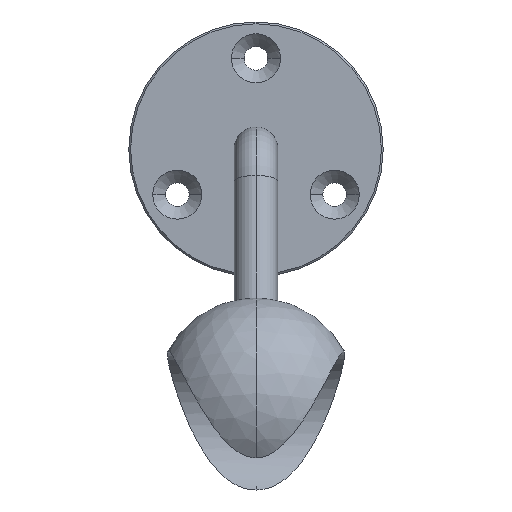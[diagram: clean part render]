
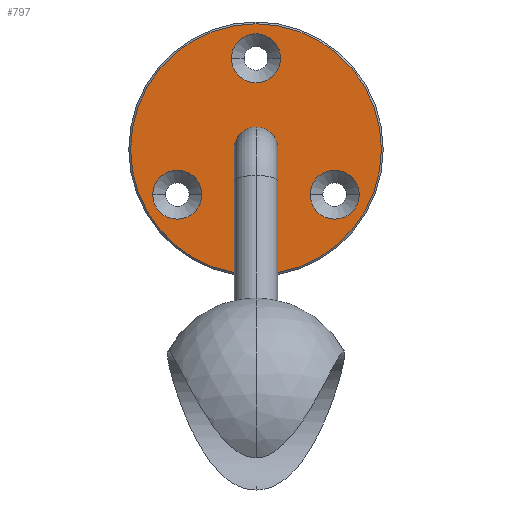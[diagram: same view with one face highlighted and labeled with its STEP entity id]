
A CAD part, top view. The second image highlights one B-rep face of the part: STEP entity #797.
In plain terms, the highlighted planar face has unit normal (0, 0, 1).
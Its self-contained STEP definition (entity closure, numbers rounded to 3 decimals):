
#57=CARTESIAN_POINT('',(0.,0.,0.));
#58=DIRECTION('',(0.,0.,1.));
#59=DIRECTION('',(0.,-1.,0.));
#60=AXIS2_PLACEMENT_3D('',#57,#58,#59);
#62=CARTESIAN_POINT('',(0.,0.,0.));
#63=DIRECTION('',(0.,0.,1.));
#64=DIRECTION('',(0.,1.,0.));
#65=AXIS2_PLACEMENT_3D('',#62,#63,#64);
#67=CARTESIAN_POINT('',(0.,25.,0.));
#68=DIRECTION('',(0.,0.,-1.));
#69=DIRECTION('',(-1.,0.,0.));
#70=AXIS2_PLACEMENT_3D('',#67,#68,#69);
#72=CARTESIAN_POINT('',(0.,25.,0.));
#73=DIRECTION('',(0.,0.,-1.));
#74=DIRECTION('',(1.,0.,0.));
#75=AXIS2_PLACEMENT_3D('',#72,#73,#74);
#77=CARTESIAN_POINT('',(-21.651,-12.5,0.));
#78=DIRECTION('',(0.,0.,-1.));
#79=DIRECTION('',(-1.,0.,0.));
#80=AXIS2_PLACEMENT_3D('',#77,#78,#79);
#82=CARTESIAN_POINT('',(-21.651,-12.5,0.));
#83=DIRECTION('',(0.,0.,-1.));
#84=DIRECTION('',(1.,0.,0.));
#85=AXIS2_PLACEMENT_3D('',#82,#83,#84);
#87=CARTESIAN_POINT('',(21.651,-12.5,0.));
#88=DIRECTION('',(0.,0.,-1.));
#89=DIRECTION('',(-1.,0.,0.));
#90=AXIS2_PLACEMENT_3D('',#87,#88,#89);
#92=CARTESIAN_POINT('',(21.651,-12.5,0.));
#93=DIRECTION('',(0.,0.,-1.));
#94=DIRECTION('',(1.,0.,0.));
#95=AXIS2_PLACEMENT_3D('',#92,#93,#94);
#97=CARTESIAN_POINT('',(0.,0.,0.));
#98=DIRECTION('',(0.,0.,1.));
#99=DIRECTION('',(1.,0.,0.));
#100=AXIS2_PLACEMENT_3D('',#97,#98,#99);
#102=CARTESIAN_POINT('',(0.,0.,0.));
#103=DIRECTION('',(0.,0.,1.));
#104=DIRECTION('',(-1.,0.,0.));
#105=AXIS2_PLACEMENT_3D('',#102,#103,#104);
#650=CARTESIAN_POINT('',(0.,-6.,0.));
#651=CARTESIAN_POINT('',(0.,6.,0.));
#652=VERTEX_POINT('',#650);
#653=VERTEX_POINT('',#651);
#682=CARTESIAN_POINT('',(-6.75,25.,0.));
#683=CARTESIAN_POINT('',(6.75,25.,0.));
#684=VERTEX_POINT('',#682);
#685=VERTEX_POINT('',#683);
#690=CARTESIAN_POINT('',(-28.401,-12.5,0.));
#691=CARTESIAN_POINT('',(-14.901,-12.5,0.));
#692=VERTEX_POINT('',#690);
#693=VERTEX_POINT('',#691);
#698=CARTESIAN_POINT('',(14.901,-12.5,0.));
#699=CARTESIAN_POINT('',(28.401,-12.5,0.));
#700=VERTEX_POINT('',#698);
#701=VERTEX_POINT('',#699);
#706=CARTESIAN_POINT('',(34.5,0.,0.));
#707=CARTESIAN_POINT('',(-34.5,0.,0.));
#708=VERTEX_POINT('',#706);
#709=VERTEX_POINT('',#707);
#763=CARTESIAN_POINT('',(0.,0.,0.));
#764=DIRECTION('',(0.,0.,1.));
#765=DIRECTION('',(-1.,0.,0.));
#766=AXIS2_PLACEMENT_3D('',#763,#764,#765);
#767=PLANE('',#766);
#769=ORIENTED_EDGE('',*,*,#768,.F.);
#771=ORIENTED_EDGE('',*,*,#770,.F.);
#772=EDGE_LOOP('',(#769,#771));
#773=FACE_OUTER_BOUND('',#772,.F.);
#775=ORIENTED_EDGE('',*,*,#774,.F.);
#777=ORIENTED_EDGE('',*,*,#776,.F.);
#778=EDGE_LOOP('',(#775,#777));
#779=FACE_BOUND('',#778,.F.);
#780=ORIENTED_EDGE('',*,*,#753,.F.);
#782=ORIENTED_EDGE('',*,*,#781,.F.);
#783=EDGE_LOOP('',(#780,#782));
#784=FACE_BOUND('',#783,.F.);
#786=ORIENTED_EDGE('',*,*,#785,.F.);
#788=ORIENTED_EDGE('',*,*,#787,.F.);
#789=EDGE_LOOP('',(#786,#788));
#790=FACE_BOUND('',#789,.F.);
#792=ORIENTED_EDGE('',*,*,#791,.T.);
#794=ORIENTED_EDGE('',*,*,#793,.T.);
#795=EDGE_LOOP('',(#792,#794));
#796=FACE_BOUND('',#795,.F.);
#61=CIRCLE('',#60,6.);
#66=CIRCLE('',#65,6.);
#71=CIRCLE('',#70,6.75);
#76=CIRCLE('',#75,6.75);
#81=CIRCLE('',#80,6.75);
#86=CIRCLE('',#85,6.75);
#91=CIRCLE('',#90,6.75);
#96=CIRCLE('',#95,6.75);
#101=CIRCLE('',#100,34.5);
#106=CIRCLE('',#105,34.5);
#753=EDGE_CURVE('',#692,#693,#81,.T.);
#768=EDGE_CURVE('',#708,#709,#101,.T.);
#770=EDGE_CURVE('',#709,#708,#106,.T.);
#774=EDGE_CURVE('',#684,#685,#71,.T.);
#776=EDGE_CURVE('',#685,#684,#76,.T.);
#781=EDGE_CURVE('',#693,#692,#86,.T.);
#785=EDGE_CURVE('',#700,#701,#91,.T.);
#787=EDGE_CURVE('',#701,#700,#96,.T.);
#791=EDGE_CURVE('',#652,#653,#61,.T.);
#793=EDGE_CURVE('',#653,#652,#66,.T.);
#797=ADVANCED_FACE('',(#773,#779,#784,#790,#796),#767,.T.);
